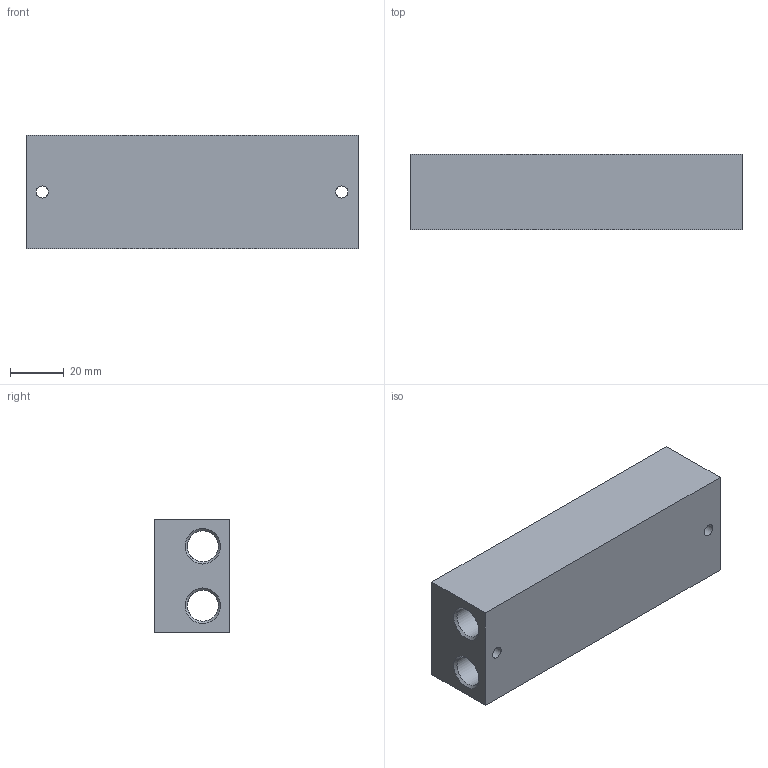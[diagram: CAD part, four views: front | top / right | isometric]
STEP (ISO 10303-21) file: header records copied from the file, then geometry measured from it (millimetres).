
FILE_DESCRIPTION( ( 'STEP AP203' ), '1' );
FILE_NAME( 'MVSC-220-3B4-G.stp', '2020-07-02T14:01:36', ( 'License CC BY-ND 4.0' ), ( 'CADENAS' ), ' ', 'PARTsolutions', ' ' );
FILE_SCHEMA( ( 'CONFIG_CONTROL_DESIGN' ) );
Length unit declared in the file: millimetre
Products named in the file (1): _MVSC-220-3B4-G
Bounding box: 123 x 28 x 42 mm (x, y, z)
Volume: 109879.5 mm3; surface area: 31292.8 mm2
Topology: 1 solids, 1 shells, 46 faces, 106 edges, 70 vertices
Faces by surface type: plane 22, cylinder 20, cone 4
Full cylindrical faces by diameter (mm): 2.4 x8, 4.5 x2, 10 x8, 11.445 x2
Entity records: 1656 total; most frequent: CARTESIAN_POINT 651, DIRECTION 202, ORIENTED_EDGE 144, EDGE_LOOP 102, AXIS2_PLACEMENT_3D 91, EDGE_CURVE 72, FACE_OUTER_BOUND 66, VERTEX_POINT 60
